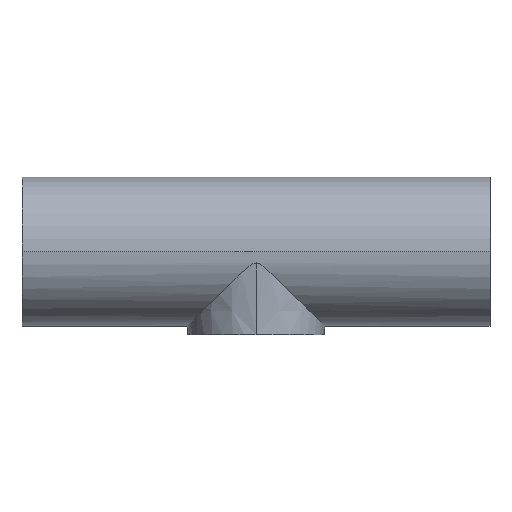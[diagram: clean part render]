
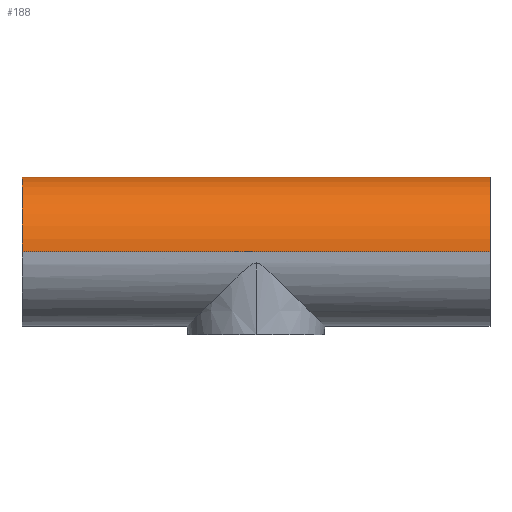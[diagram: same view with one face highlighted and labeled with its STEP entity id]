
A CAD part, top view. The second image highlights one B-rep face of the part: STEP entity #188.
In plain terms, the highlighted cylindrical face has radius 17.5 mm (diameter 35 mm), a partial arc.
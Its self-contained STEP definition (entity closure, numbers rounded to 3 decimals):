
#50 = DIRECTION ( 'NONE',  ( 0., 0., -1. ) ) ;
#63 = DIRECTION ( 'NONE',  ( 1., 0., 0. ) ) ;
#70 = CARTESIAN_POINT ( 'NONE',  ( -55., 19.5, 17.5 ) ) ;
#73 = CYLINDRICAL_SURFACE ( 'NONE', #439, 17.5 ) ;
#77 = LINE ( 'NONE', #634, #551 ) ;
#79 = ORIENTED_EDGE ( 'NONE', *, *, #324, .F. ) ;
#101 = CARTESIAN_POINT ( 'NONE',  ( 55., 19.5, 0. ) ) ;
#105 = CARTESIAN_POINT ( 'NONE',  ( 55., 19.5, 17.5 ) ) ;
#110 = DIRECTION ( 'NONE',  ( 1., 0., 0. ) ) ;
#158 = DIRECTION ( 'NONE',  ( 0., 0., -1. ) ) ;
#182 = EDGE_CURVE ( 'NONE', #502, #639, #77, .T. ) ;
#188 = ADVANCED_FACE ( 'NONE', ( #392 ), #73, .T. ) ;
#213 = DIRECTION ( 'NONE',  ( 1., 0., 0. ) ) ;
#227 = EDGE_LOOP ( 'NONE', ( #394, #612, #79, #401 ) ) ;
#253 = EDGE_CURVE ( 'NONE', #659, #502, #528, .T. ) ;
#289 = DIRECTION ( 'NONE',  ( 0., 0., -1. ) ) ;
#293 = AXIS2_PLACEMENT_3D ( 'NONE', #326, #213, #50 ) ;
#324 = EDGE_CURVE ( 'NONE', #499, #639, #337, .T. ) ;
#326 = CARTESIAN_POINT ( 'NONE',  ( -55., 19.5, 0. ) ) ;
#337 = CIRCLE ( 'NONE', #529, 17.5 ) ;
#378 = DIRECTION ( 'NONE',  ( 1., 0., 0. ) ) ;
#383 = CARTESIAN_POINT ( 'NONE',  ( -55., 19.5, 0. ) ) ;
#392 = FACE_OUTER_BOUND ( 'NONE', #227, .T. ) ;
#394 = ORIENTED_EDGE ( 'NONE', *, *, #253, .T. ) ;
#396 = EDGE_CURVE ( 'NONE', #659, #499, #673, .T. ) ;
#401 = ORIENTED_EDGE ( 'NONE', *, *, #396, .F. ) ;
#439 = AXIS2_PLACEMENT_3D ( 'NONE', #383, #110, #289 ) ;
#440 = CARTESIAN_POINT ( 'NONE',  ( -55., 19.5, -17.5 ) ) ;
#486 = CARTESIAN_POINT ( 'NONE',  ( 55., 19.5, -17.5 ) ) ;
#499 = VERTEX_POINT ( 'NONE', #486 ) ;
#502 = VERTEX_POINT ( 'NONE', #70 ) ;
#528 = CIRCLE ( 'NONE', #293, 17.5 ) ;
#529 = AXIS2_PLACEMENT_3D ( 'NONE', #101, #669, #158 ) ;
#551 = VECTOR ( 'NONE', #63, 1000. ) ;
#596 = VECTOR ( 'NONE', #378, 1000. ) ;
#612 = ORIENTED_EDGE ( 'NONE', *, *, #182, .T. ) ;
#621 = CARTESIAN_POINT ( 'NONE',  ( -55., 19.5, -17.5 ) ) ;
#634 = CARTESIAN_POINT ( 'NONE',  ( -55., 19.5, 17.5 ) ) ;
#639 = VERTEX_POINT ( 'NONE', #105 ) ;
#659 = VERTEX_POINT ( 'NONE', #440 ) ;
#669 = DIRECTION ( 'NONE',  ( 1., 0., 0. ) ) ;
#673 = LINE ( 'NONE', #621, #596 ) ;
